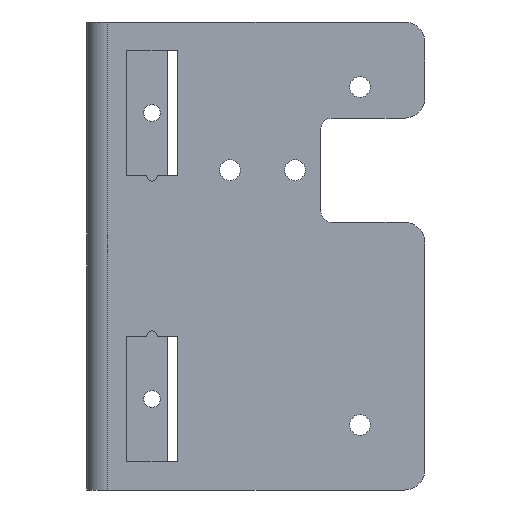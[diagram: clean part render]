
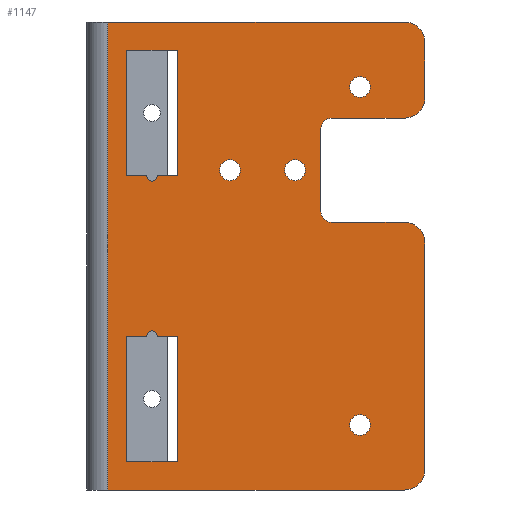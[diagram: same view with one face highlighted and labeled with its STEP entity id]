
A CAD part, left-side view. The second image highlights one B-rep face of the part: STEP entity #1147.
In plain terms, the highlighted planar face has unit normal (-1, 0, 0).
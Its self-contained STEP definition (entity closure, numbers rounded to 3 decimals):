
#21=PLANE('',#1227);
#49=LINE('',#1674,#161);
#69=LINE('',#1734,#181);
#73=LINE('',#1744,#185);
#75=LINE('',#1750,#187);
#78=LINE('',#1758,#190);
#80=LINE('',#1765,#192);
#81=LINE('',#1767,#193);
#82=LINE('',#1768,#194);
#83=LINE('',#1775,#195);
#84=LINE('',#1777,#196);
#85=LINE('',#1779,#197);
#86=LINE('',#1781,#198);
#87=LINE('',#1783,#199);
#88=LINE('',#1787,#200);
#89=LINE('',#1789,#201);
#90=LINE('',#1791,#202);
#91=LINE('',#1795,#203);
#92=LINE('',#1796,#204);
#161=VECTOR('',#1333,43.5);
#181=VECTOR('',#1379,14.);
#185=VECTOR('',#1389,14.);
#187=VECTOR('',#1397,16.);
#190=VECTOR('',#1406,10.5);
#192=VECTOR('',#1414,57.);
#193=VECTOR('',#1415,90.);
#194=VECTOR('',#1416,57.);
#195=VECTOR('',#1421,3.874);
#196=VECTOR('',#1422,24.2);
#197=VECTOR('',#1423,9.749);
#198=VECTOR('',#1424,24.2);
#199=VECTOR('',#1425,3.874);
#200=VECTOR('',#1428,9.749);
#201=VECTOR('',#1429,24.2);
#202=VECTOR('',#1430,3.874);
#203=VECTOR('',#1433,3.874);
#204=VECTOR('',#1434,24.2);
#277=FACE_BOUND('',#372,.T.);
#278=FACE_BOUND('',#373,.T.);
#279=FACE_BOUND('',#374,.T.);
#280=FACE_BOUND('',#375,.T.);
#281=FACE_BOUND('',#376,.T.);
#282=FACE_BOUND('',#377,.T.);
#305=FACE_OUTER_BOUND('',#371,.T.);
#371=EDGE_LOOP('',(#847,#848,#849,#850,#851,#852,#853,#854,#855,#856,#857,
#858,#859,#860));
#372=EDGE_LOOP('',(#861));
#373=EDGE_LOOP('',(#862));
#374=EDGE_LOOP('',(#863));
#375=EDGE_LOOP('',(#864));
#376=EDGE_LOOP('',(#865,#866,#867,#868,#869,#870));
#377=EDGE_LOOP('',(#871,#872,#873,#874,#875,#876));
#430=CIRCLE('',#1195,2.);
#432=CIRCLE('',#1198,2.);
#433=CIRCLE('',#1200,4.);
#444=CIRCLE('',#1214,4.);
#445=CIRCLE('',#1217,2.);
#446=CIRCLE('',#1220,2.);
#447=CIRCLE('',#1223,4.);
#448=CIRCLE('',#1226,4.);
#449=CIRCLE('',#1228,2.);
#450=CIRCLE('',#1229,2.);
#451=CIRCLE('',#1230,1.);
#452=CIRCLE('',#1231,1.);
#486=VERTEX_POINT('',#1653);
#488=VERTEX_POINT('',#1658);
#489=VERTEX_POINT('',#1661);
#490=VERTEX_POINT('',#1662);
#494=VERTEX_POINT('',#1672);
#520=VERTEX_POINT('',#1728);
#521=VERTEX_POINT('',#1732);
#522=VERTEX_POINT('',#1736);
#523=VERTEX_POINT('',#1738);
#524=VERTEX_POINT('',#1742);
#525=VERTEX_POINT('',#1746);
#526=VERTEX_POINT('',#1752);
#527=VERTEX_POINT('',#1756);
#528=VERTEX_POINT('',#1760);
#529=VERTEX_POINT('',#1764);
#530=VERTEX_POINT('',#1766);
#531=VERTEX_POINT('',#1769);
#532=VERTEX_POINT('',#1771);
#533=VERTEX_POINT('',#1773);
#534=VERTEX_POINT('',#1774);
#535=VERTEX_POINT('',#1776);
#536=VERTEX_POINT('',#1778);
#537=VERTEX_POINT('',#1780);
#538=VERTEX_POINT('',#1782);
#539=VERTEX_POINT('',#1785);
#540=VERTEX_POINT('',#1786);
#541=VERTEX_POINT('',#1788);
#542=VERTEX_POINT('',#1790);
#543=VERTEX_POINT('',#1792);
#544=VERTEX_POINT('',#1794);
#602=EDGE_CURVE('',#486,#486,#430,.T.);
#604=EDGE_CURVE('',#488,#488,#432,.T.);
#605=EDGE_CURVE('',#489,#490,#433,.T.);
#611=EDGE_CURVE('',#489,#494,#49,.T.);
#639=EDGE_CURVE('',#520,#494,#444,.T.);
#641=EDGE_CURVE('',#520,#521,#69,.T.);
#643=EDGE_CURVE('',#522,#523,#445,.T.);
#646=EDGE_CURVE('',#522,#524,#73,.T.);
#648=EDGE_CURVE('',#525,#521,#446,.T.);
#649=EDGE_CURVE('',#525,#523,#75,.T.);
#650=EDGE_CURVE('',#526,#524,#447,.T.);
#653=EDGE_CURVE('',#526,#527,#78,.T.);
#655=EDGE_CURVE('',#528,#527,#448,.T.);
#656=EDGE_CURVE('',#528,#529,#80,.T.);
#657=EDGE_CURVE('',#529,#530,#81,.T.);
#658=EDGE_CURVE('',#490,#530,#82,.T.);
#659=EDGE_CURVE('',#531,#531,#449,.T.);
#660=EDGE_CURVE('',#532,#532,#450,.T.);
#661=EDGE_CURVE('',#533,#534,#83,.T.);
#662=EDGE_CURVE('',#535,#533,#84,.T.);
#663=EDGE_CURVE('',#536,#535,#85,.T.);
#664=EDGE_CURVE('',#537,#536,#86,.T.);
#665=EDGE_CURVE('',#538,#537,#87,.T.);
#666=EDGE_CURVE('',#534,#538,#451,.T.);
#667=EDGE_CURVE('',#539,#540,#88,.T.);
#668=EDGE_CURVE('',#541,#539,#89,.T.);
#669=EDGE_CURVE('',#542,#541,#90,.T.);
#670=EDGE_CURVE('',#543,#542,#452,.T.);
#671=EDGE_CURVE('',#544,#543,#91,.T.);
#672=EDGE_CURVE('',#540,#544,#92,.T.);
#847=ORIENTED_EDGE('',*,*,#605,.F.);
#848=ORIENTED_EDGE('',*,*,#611,.T.);
#849=ORIENTED_EDGE('',*,*,#639,.F.);
#850=ORIENTED_EDGE('',*,*,#641,.T.);
#851=ORIENTED_EDGE('',*,*,#648,.F.);
#852=ORIENTED_EDGE('',*,*,#649,.T.);
#853=ORIENTED_EDGE('',*,*,#643,.F.);
#854=ORIENTED_EDGE('',*,*,#646,.T.);
#855=ORIENTED_EDGE('',*,*,#650,.F.);
#856=ORIENTED_EDGE('',*,*,#653,.T.);
#857=ORIENTED_EDGE('',*,*,#655,.F.);
#858=ORIENTED_EDGE('',*,*,#656,.T.);
#859=ORIENTED_EDGE('',*,*,#657,.T.);
#860=ORIENTED_EDGE('',*,*,#658,.F.);
#861=ORIENTED_EDGE('',*,*,#602,.T.);
#862=ORIENTED_EDGE('',*,*,#604,.T.);
#863=ORIENTED_EDGE('',*,*,#659,.F.);
#864=ORIENTED_EDGE('',*,*,#660,.F.);
#865=ORIENTED_EDGE('',*,*,#661,.F.);
#866=ORIENTED_EDGE('',*,*,#662,.F.);
#867=ORIENTED_EDGE('',*,*,#663,.F.);
#868=ORIENTED_EDGE('',*,*,#664,.F.);
#869=ORIENTED_EDGE('',*,*,#665,.F.);
#870=ORIENTED_EDGE('',*,*,#666,.F.);
#871=ORIENTED_EDGE('',*,*,#667,.F.);
#872=ORIENTED_EDGE('',*,*,#668,.F.);
#873=ORIENTED_EDGE('',*,*,#669,.F.);
#874=ORIENTED_EDGE('',*,*,#670,.F.);
#875=ORIENTED_EDGE('',*,*,#671,.F.);
#876=ORIENTED_EDGE('',*,*,#672,.F.);
#1147=ADVANCED_FACE('',(#305,#277,#278,#279,#280,#281,#282),#21,.F.);
#1195=AXIS2_PLACEMENT_3D('',#1654,#1313,#1314);
#1198=AXIS2_PLACEMENT_3D('',#1659,#1319,#1320);
#1200=AXIS2_PLACEMENT_3D('',#1663,#1323,#1324);
#1214=AXIS2_PLACEMENT_3D('',#1730,#1374,#1375);
#1217=AXIS2_PLACEMENT_3D('',#1739,#1383,#1384);
#1220=AXIS2_PLACEMENT_3D('',#1748,#1393,#1394);
#1223=AXIS2_PLACEMENT_3D('',#1753,#1400,#1401);
#1226=AXIS2_PLACEMENT_3D('',#1762,#1410,#1411);
#1227=AXIS2_PLACEMENT_3D('',#1763,#1412,#1413);
#1228=AXIS2_PLACEMENT_3D('',#1770,#1417,#1418);
#1229=AXIS2_PLACEMENT_3D('',#1772,#1419,#1420);
#1230=AXIS2_PLACEMENT_3D('',#1784,#1426,#1427);
#1231=AXIS2_PLACEMENT_3D('',#1793,#1431,#1432);
#1313=DIRECTION('center_axis',(1.,0.,0.));
#1314=DIRECTION('ref_axis',(0.,0.,-1.));
#1319=DIRECTION('center_axis',(1.,0.,0.));
#1320=DIRECTION('ref_axis',(0.,0.,-1.));
#1323=DIRECTION('center_axis',(1.,0.,0.));
#1324=DIRECTION('ref_axis',(0.,-0.707,-0.707));
#1333=DIRECTION('',(0.,0.,1.));
#1374=DIRECTION('center_axis',(1.,0.,0.));
#1375=DIRECTION('ref_axis',(0.,-0.707,0.707));
#1379=DIRECTION('',(0.,1.,0.));
#1383=DIRECTION('center_axis',(-1.,0.,0.));
#1384=DIRECTION('ref_axis',(0.,0.707,0.707));
#1389=DIRECTION('',(0.,-1.,0.));
#1393=DIRECTION('center_axis',(-1.,0.,0.));
#1394=DIRECTION('ref_axis',(0.,0.707,-0.707));
#1397=DIRECTION('',(0.,0.,1.));
#1400=DIRECTION('center_axis',(1.,0.,0.));
#1401=DIRECTION('ref_axis',(0.,-0.707,-0.707));
#1406=DIRECTION('',(0.,0.,1.));
#1410=DIRECTION('center_axis',(1.,0.,0.));
#1411=DIRECTION('ref_axis',(0.,-0.707,0.707));
#1412=DIRECTION('center_axis',(1.,0.,0.));
#1413=DIRECTION('ref_axis',(0.,0.,-1.));
#1414=DIRECTION('',(0.,1.,0.));
#1415=DIRECTION('',(0.,0.,-1.));
#1416=DIRECTION('',(0.,1.,0.));
#1417=DIRECTION('center_axis',(-1.,0.,0.));
#1418=DIRECTION('ref_axis',(0.,0.,-1.));
#1419=DIRECTION('center_axis',(-1.,0.,0.));
#1420=DIRECTION('ref_axis',(0.,0.,-1.));
#1421=DIRECTION('',(0.,-1.,0.));
#1422=DIRECTION('',(0.,0.,-1.));
#1423=DIRECTION('',(0.,1.,0.));
#1424=DIRECTION('',(0.,0.,1.));
#1425=DIRECTION('',(0.,-1.,0.));
#1426=DIRECTION('center_axis',(-1.,0.,0.));
#1427=DIRECTION('ref_axis',(0.,0.,1.));
#1428=DIRECTION('',(0.,-1.,0.));
#1429=DIRECTION('',(0.,0.,-1.));
#1430=DIRECTION('',(0.,1.,0.));
#1431=DIRECTION('center_axis',(-1.,0.,0.));
#1432=DIRECTION('ref_axis',(0.,0.,1.));
#1433=DIRECTION('',(0.,1.,0.));
#1434=DIRECTION('',(0.,0.,1.));
#1653=CARTESIAN_POINT('',(-7.54,10.,14.5));
#1654=CARTESIAN_POINT('Origin',(-7.54,10.,16.5));
#1658=CARTESIAN_POINT('',(-7.54,-2.5,14.5));
#1659=CARTESIAN_POINT('Origin',(-7.54,-2.5,16.5));
#1661=CARTESIAN_POINT('',(-7.54,-27.5,-41.));
#1662=CARTESIAN_POINT('',(-7.54,-23.5,-45.));
#1663=CARTESIAN_POINT('Origin',(-7.54,-23.5,-41.));
#1672=CARTESIAN_POINT('',(-7.54,-27.5,2.5));
#1674=CARTESIAN_POINT('',(-7.54,-27.5,13.25));
#1728=CARTESIAN_POINT('',(-7.54,-23.5,6.5));
#1730=CARTESIAN_POINT('Origin',(-7.54,-23.5,2.5));
#1732=CARTESIAN_POINT('',(-7.54,-9.5,6.5));
#1734=CARTESIAN_POINT('',(-7.54,-32.5,6.5));
#1736=CARTESIAN_POINT('',(-7.54,-9.5,26.5));
#1738=CARTESIAN_POINT('',(-7.54,-7.5,24.5));
#1739=CARTESIAN_POINT('Origin',(-7.54,-9.5,24.5));
#1742=CARTESIAN_POINT('',(-7.54,-23.5,26.5));
#1744=CARTESIAN_POINT('',(-7.54,-22.5,26.5));
#1746=CARTESIAN_POINT('',(-7.54,-7.5,8.5));
#1748=CARTESIAN_POINT('Origin',(-7.54,-9.5,8.5));
#1750=CARTESIAN_POINT('',(-7.54,-7.5,3.25));
#1752=CARTESIAN_POINT('',(-7.54,-27.5,30.5));
#1753=CARTESIAN_POINT('Origin',(-7.54,-23.5,30.5));
#1756=CARTESIAN_POINT('',(-7.54,-27.5,41.));
#1758=CARTESIAN_POINT('',(-7.54,-27.5,13.25));
#1760=CARTESIAN_POINT('',(-7.54,-23.5,45.));
#1762=CARTESIAN_POINT('Origin',(-7.54,-23.5,41.));
#1763=CARTESIAN_POINT('Origin',(-7.54,-37.5,0.));
#1764=CARTESIAN_POINT('',(-7.54,33.5,45.));
#1765=CARTESIAN_POINT('',(-7.54,-26.5,45.));
#1766=CARTESIAN_POINT('',(-7.54,33.5,-45.));
#1767=CARTESIAN_POINT('',(-7.54,33.5,0.));
#1768=CARTESIAN_POINT('',(-7.54,37.5,-45.));
#1769=CARTESIAN_POINT('',(-7.54,-15.,30.5));
#1770=CARTESIAN_POINT('Origin',(-7.54,-15.,32.5));
#1771=CARTESIAN_POINT('',(-7.54,-15.,-34.5));
#1772=CARTESIAN_POINT('Origin',(-7.54,-15.,-32.5));
#1773=CARTESIAN_POINT('',(-7.54,29.874,15.4));
#1774=CARTESIAN_POINT('',(-7.54,26.,15.4));
#1775=CARTESIAN_POINT('',(-7.54,-8.687,15.4));
#1776=CARTESIAN_POINT('',(-7.54,29.874,39.6));
#1777=CARTESIAN_POINT('',(-7.54,29.874,7.7));
#1778=CARTESIAN_POINT('',(-7.54,20.126,39.6));
#1779=CARTESIAN_POINT('',(-7.54,-3.813,39.6));
#1780=CARTESIAN_POINT('',(-7.54,20.126,15.4));
#1781=CARTESIAN_POINT('',(-7.54,20.126,19.8));
#1782=CARTESIAN_POINT('',(-7.54,24.,15.4));
#1783=CARTESIAN_POINT('',(-7.54,-8.687,15.4));
#1784=CARTESIAN_POINT('Origin',(-7.54,25.,15.4));
#1785=CARTESIAN_POINT('',(-7.54,29.874,-39.6));
#1786=CARTESIAN_POINT('',(-7.54,20.126,-39.6));
#1787=CARTESIAN_POINT('',(-7.54,-8.687,-39.6));
#1788=CARTESIAN_POINT('',(-7.54,29.874,-15.4));
#1789=CARTESIAN_POINT('',(-7.54,29.874,-19.8));
#1790=CARTESIAN_POINT('',(-7.54,26.,-15.4));
#1791=CARTESIAN_POINT('',(-7.54,-3.813,-15.4));
#1792=CARTESIAN_POINT('',(-7.54,24.,-15.4));
#1793=CARTESIAN_POINT('Origin',(-7.54,25.,-15.4));
#1794=CARTESIAN_POINT('',(-7.54,20.126,-15.4));
#1795=CARTESIAN_POINT('',(-7.54,-3.813,-15.4));
#1796=CARTESIAN_POINT('',(-7.54,20.126,-7.7));
